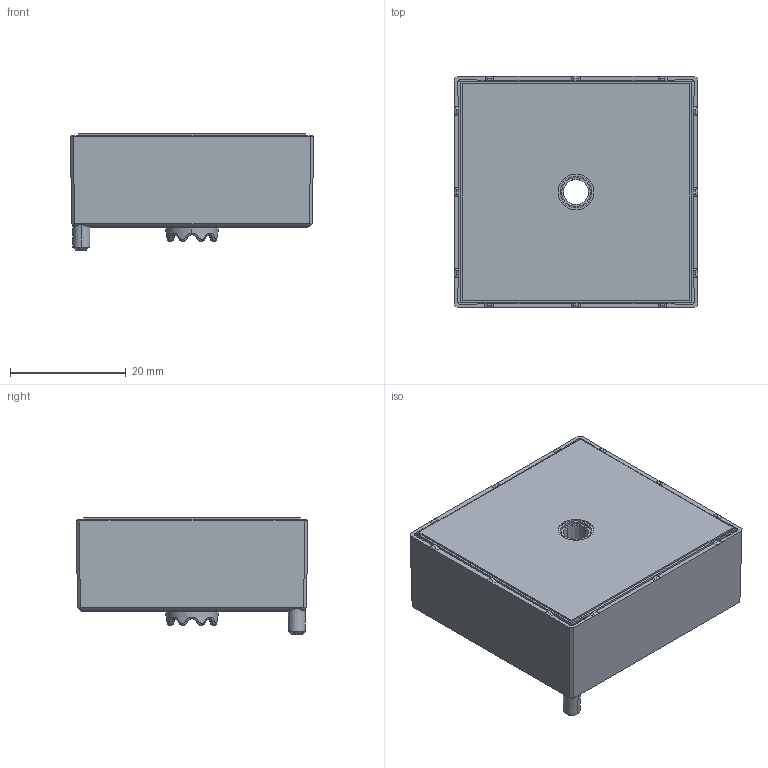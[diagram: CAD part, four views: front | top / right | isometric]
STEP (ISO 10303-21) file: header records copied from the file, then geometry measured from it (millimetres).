
FILE_DESCRIPTION(('FreeCAD Model'),'2;1');
FILE_NAME('kolibr1_sp.step','2017-07-13T16:53:34',( 'kicad StepUp'),('ksu MCAD'),'Open CASCADE STEP processor 6.8', 'FreeCAD','Unknown');
FILE_SCHEMA(('AUTOMOTIVE_DESIGN_CC2 { 1 2 10303 214 -1 1 5 4 }'));
Length unit declared in the file: millimetre
Products named in the file (2): ASSEMBLY; kolibr1_sp
Assembly tree (1 placements, depth 2):
  ASSEMBLY
    kolibr1_sp
Bounding box: 41.99 x 39.99 x 20.03 mm (x, y, z)
Surface area: 9531.7 mm2 (no closed solid volume)
Topology: 0 solids, 12 shells, 598 faces, 2041 edges, 1475 vertices
Faces by surface type: plane 381, bspline 88, cylinder 78, torus 28, cone 23
Entity records: 27525 total; most frequent: CARTESIAN_POINT 6581, ORIENTED_EDGE 3358, DIRECTION 3082, EDGE_CURVE 2041, LINE 1528, VECTOR 1528, VERTEX_POINT 1475, AXIS2_PLACEMENT_3D 777
